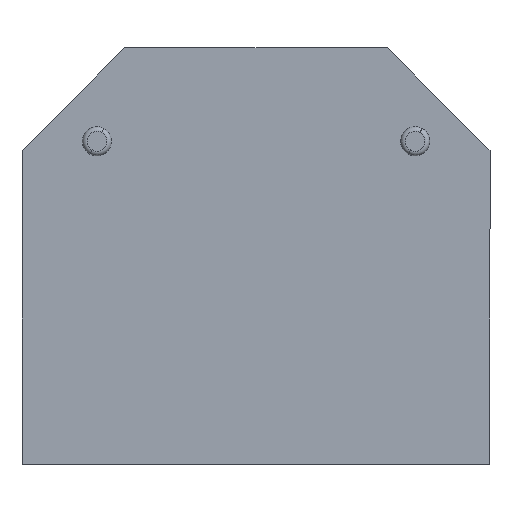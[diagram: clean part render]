
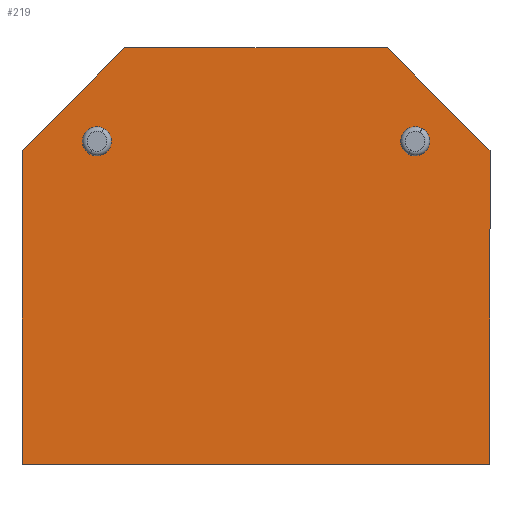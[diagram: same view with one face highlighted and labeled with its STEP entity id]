
A CAD part, left-side view. The second image highlights one B-rep face of the part: STEP entity #219.
In plain terms, the highlighted planar face has unit normal (-1, 0, 0).
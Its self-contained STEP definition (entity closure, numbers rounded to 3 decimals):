
#39=AXIS2_PLACEMENT_3D('Circle Axis2P3D',#37,#38,$) ;
#74=AXIS2_PLACEMENT_3D('Circle Axis2P3D',#72,#73,$) ;
#145=AXIS2_PLACEMENT_3D('Plane Axis2P3D',#142,#143,#144) ;
#203=AXIS2_PLACEMENT_3D('Circle Axis2P3D',#201,#202,$) ;
#212=AXIS2_PLACEMENT_3D('Circle Axis2P3D',#210,#211,$) ;
#37=CARTESIAN_POINT('Axis2P3D Location',(2.5,8.,34.5)) ;
#41=CARTESIAN_POINT('Vertex',(2.5,7.305,35.772)) ;
#43=CARTESIAN_POINT('Vertex',(2.5,8.695,33.228)) ;
#72=CARTESIAN_POINT('Axis2P3D Location',(2.5,8.,34.5)) ;
#142=CARTESIAN_POINT('Axis2P3D Location',(2.5,25.,22.25)) ;
#147=CARTESIAN_POINT('Line Origine',(2.5,44.5,39.)) ;
#151=CARTESIAN_POINT('Vertex',(2.5,39.,44.5)) ;
#153=CARTESIAN_POINT('Vertex',(2.5,50.,33.5)) ;
#156=CARTESIAN_POINT('Line Origine',(2.5,50.,16.75)) ;
#160=CARTESIAN_POINT('Vertex',(2.5,50.,0.)) ;
#163=CARTESIAN_POINT('Line Origine',(2.5,25.,0.)) ;
#167=CARTESIAN_POINT('Vertex',(2.5,0.,0.)) ;
#170=CARTESIAN_POINT('Line Origine',(2.5,0.,16.75)) ;
#174=CARTESIAN_POINT('Vertex',(2.5,0.,33.5)) ;
#177=CARTESIAN_POINT('Line Origine',(2.5,5.5,39.)) ;
#181=CARTESIAN_POINT('Vertex',(2.5,11.,44.5)) ;
#184=CARTESIAN_POINT('Line Origine',(2.5,25.,44.5)) ;
#201=CARTESIAN_POINT('Axis2P3D Location',(2.5,42.,34.5)) ;
#205=CARTESIAN_POINT('Vertex',(2.5,42.695,33.228)) ;
#207=CARTESIAN_POINT('Vertex',(2.5,41.305,35.772)) ;
#210=CARTESIAN_POINT('Axis2P3D Location',(2.5,42.,34.5)) ;
#38=DIRECTION('Axis2P3D Direction',(-1.,0.,0.)) ;
#73=DIRECTION('Axis2P3D Direction',(-1.,0.,0.)) ;
#143=DIRECTION('Axis2P3D Direction',(-1.,0.,0.)) ;
#144=DIRECTION('Axis2P3D XDirection',(0.,-1.,0.)) ;
#148=DIRECTION('Vector Direction',(0.,-0.707,0.707)) ;
#157=DIRECTION('Vector Direction',(0.,0.,-1.)) ;
#164=DIRECTION('Vector Direction',(0.,1.,0.)) ;
#171=DIRECTION('Vector Direction',(0.,0.,1.)) ;
#178=DIRECTION('Vector Direction',(0.,0.707,0.707)) ;
#185=DIRECTION('Vector Direction',(0.,-1.,0.)) ;
#202=DIRECTION('Axis2P3D Direction',(-1.,0.,0.)) ;
#211=DIRECTION('Axis2P3D Direction',(-1.,0.,0.)) ;
#149=VECTOR('Line Direction',#148,1.) ;
#158=VECTOR('Line Direction',#157,1.) ;
#165=VECTOR('Line Direction',#164,1.) ;
#172=VECTOR('Line Direction',#171,1.) ;
#179=VECTOR('Line Direction',#178,1.) ;
#186=VECTOR('Line Direction',#185,1.) ;
#190=ORIENTED_EDGE('',*,*,#155,.T.) ;
#191=ORIENTED_EDGE('',*,*,#162,.T.) ;
#192=ORIENTED_EDGE('',*,*,#169,.T.) ;
#193=ORIENTED_EDGE('',*,*,#176,.T.) ;
#194=ORIENTED_EDGE('',*,*,#183,.T.) ;
#195=ORIENTED_EDGE('',*,*,#188,.T.) ;
#198=ORIENTED_EDGE('',*,*,#76,.T.) ;
#199=ORIENTED_EDGE('',*,*,#45,.T.) ;
#216=ORIENTED_EDGE('',*,*,#209,.T.) ;
#217=ORIENTED_EDGE('',*,*,#214,.T.) ;
#200=FACE_BOUND('',#197,.T.) ;
#218=FACE_BOUND('',#215,.T.) ;
#219=ADVANCED_FACE('ABSCHLUSSPLATTE',(#196,#200,#218),#146,.T.) ;
#40=CIRCLE('generated circle',#39,1.45) ;
#75=CIRCLE('generated circle',#74,1.45) ;
#204=CIRCLE('generated circle',#203,1.45) ;
#213=CIRCLE('generated circle',#212,1.45) ;
#45=EDGE_CURVE('',#42,#44,#40,.F.) ;
#76=EDGE_CURVE('',#44,#42,#75,.F.) ;
#155=EDGE_CURVE('',#152,#154,#150,.F.) ;
#162=EDGE_CURVE('',#154,#161,#159,.T.) ;
#169=EDGE_CURVE('',#161,#168,#166,.F.) ;
#176=EDGE_CURVE('',#168,#175,#173,.T.) ;
#183=EDGE_CURVE('',#175,#182,#180,.T.) ;
#188=EDGE_CURVE('',#182,#152,#187,.F.) ;
#209=EDGE_CURVE('',#206,#208,#204,.F.) ;
#214=EDGE_CURVE('',#208,#206,#213,.F.) ;
#189=EDGE_LOOP('',(#190,#191,#192,#193,#194,#195)) ;
#197=EDGE_LOOP('',(#198,#199)) ;
#215=EDGE_LOOP('',(#216,#217)) ;
#196=FACE_OUTER_BOUND('',#189,.T.) ;
#150=LINE('Line',#147,#149) ;
#159=LINE('Line',#156,#158) ;
#166=LINE('Line',#163,#165) ;
#173=LINE('Line',#170,#172) ;
#180=LINE('Line',#177,#179) ;
#187=LINE('Line',#184,#186) ;
#146=PLANE('',#145) ;
#42=VERTEX_POINT('',#41) ;
#44=VERTEX_POINT('',#43) ;
#152=VERTEX_POINT('',#151) ;
#154=VERTEX_POINT('',#153) ;
#161=VERTEX_POINT('',#160) ;
#168=VERTEX_POINT('',#167) ;
#175=VERTEX_POINT('',#174) ;
#182=VERTEX_POINT('',#181) ;
#206=VERTEX_POINT('',#205) ;
#208=VERTEX_POINT('',#207) ;
